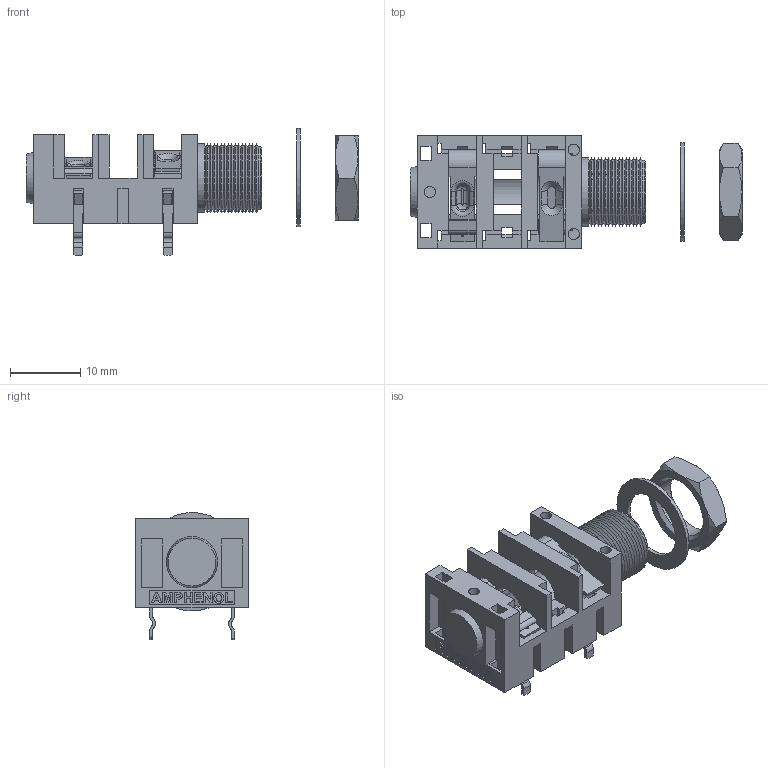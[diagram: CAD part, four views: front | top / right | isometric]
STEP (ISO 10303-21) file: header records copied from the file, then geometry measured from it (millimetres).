
FILE_DESCRIPTION(/* description */ (''),/* implementation_level */ '2;1');
FILE_NAME(/* name */ 'ACJM-MHDRM.stp',/* time_stamp */ '2024-02-21T13:02:39+11:00',/* author */ ('minh'),/* organization */ (''),/* preprocessor_version */ 'ST-DEVELOPER v19.2',/* originating_system */ 'Autodesk Inventor 2023',/* authorisation */ '');
FILE_SCHEMA (('AUTOMOTIVE_DESIGN { 1 0 10303 214 3 1 1 }'));
Length unit declared in the file: inch
Products named in the file (1): ACJM-MHDRM
Bounding box: 47.2 x 16 x 18.06 mm (x, y, z)
Volume: 2907.8 mm3; surface area: 4884.3 mm2
Topology: 3 solids, 3 shells, 646 faces, 1768 edges, 1127 vertices
Faces by surface type: plane 448, cylinder 89, cone 59, bspline 35, torus 14, sphere 1
Full cylindrical faces by diameter (mm): 1.6 x6, 6.45 x1, 6.5 x1, 8.8 x1, 9 x1, 9.6 x1, 9.75 x1, 14 x1
Entity records: 21152 total; most frequent: CARTESIAN_POINT 4103, ORIENTED_EDGE 3536, DIRECTION 3173, EDGE_CURVE 1768, LINE 1387, VECTOR 1387, VERTEX_POINT 1127, AXIS2_PLACEMENT_3D 893
